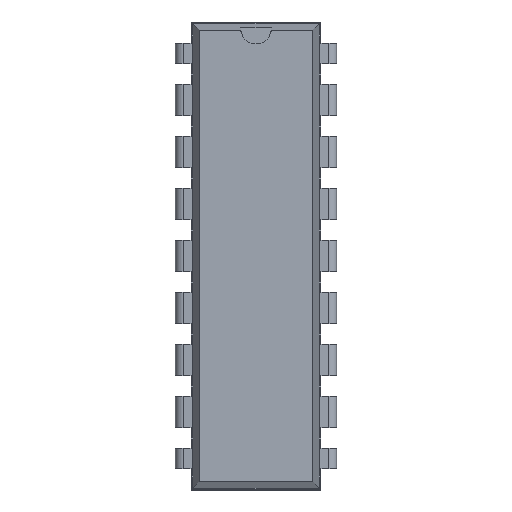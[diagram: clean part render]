
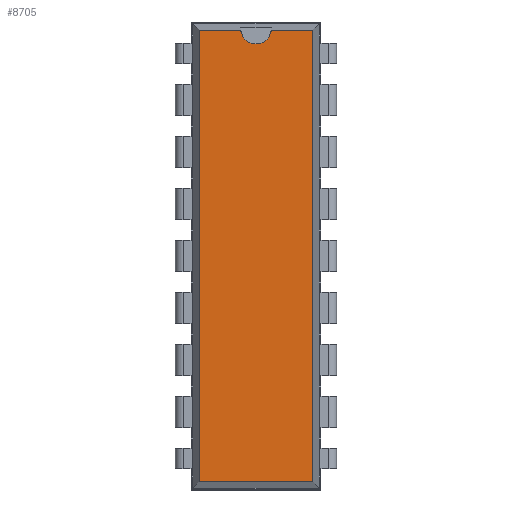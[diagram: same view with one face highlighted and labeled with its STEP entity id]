
A CAD part, top view. The second image highlights one B-rep face of the part: STEP entity #8705.
In plain terms, the highlighted planar face has unit normal (0, 0, 1).
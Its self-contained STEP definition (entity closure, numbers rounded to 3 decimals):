
#4758 = VERTEX_POINT('',#4759);
#4759 = CARTESIAN_POINT('',(6.586,0.871,3.68));
#4764 = EDGE_CURVE('',#4765,#4758,#4767,.T.);
#4765 = VERTEX_POINT('',#4766);
#4766 = CARTESIAN_POINT('',(6.586,-21.191,3.68));
#4767 = LINE('',#4768,#4769);
#4768 = CARTESIAN_POINT('',(6.586,-21.191,3.68));
#4769 = VECTOR('',#4770,1.);
#4770 = DIRECTION('',(0.,1.,0.));
#6524 = VERTEX_POINT('',#6525);
#6525 = CARTESIAN_POINT('',(1.034,0.871,3.68));
#6530 = EDGE_CURVE('',#6531,#6524,#6533,.T.);
#6531 = VERTEX_POINT('',#6532);
#6532 = CARTESIAN_POINT('',(3.064,0.871,3.68));
#6533 = LINE('',#6534,#6535);
#6534 = CARTESIAN_POINT('',(6.586,0.871,3.68));
#6535 = VECTOR('',#6536,1.);
#6536 = DIRECTION('',(-1.,0.,0.));
#6751 = VERTEX_POINT('',#6752);
#6752 = CARTESIAN_POINT('',(4.556,0.871,3.68));
#6856 = EDGE_CURVE('',#4758,#6751,#6857,.T.);
#6857 = LINE('',#6858,#6859);
#6858 = CARTESIAN_POINT('',(6.586,0.871,3.68));
#6859 = VECTOR('',#6860,1.);
#6860 = DIRECTION('',(-1.,0.,0.));
#6935 = VERTEX_POINT('',#6936);
#6936 = CARTESIAN_POINT('',(1.034,-21.191,3.68));
#6941 = EDGE_CURVE('',#6524,#6935,#6942,.T.);
#6942 = LINE('',#6943,#6944);
#6943 = CARTESIAN_POINT('',(1.034,0.871,3.68));
#6944 = VECTOR('',#6945,1.);
#6945 = DIRECTION('',(0.,-1.,0.));
#8694 = EDGE_CURVE('',#6935,#4765,#8695,.T.);
#8695 = LINE('',#8696,#8697);
#8696 = CARTESIAN_POINT('',(1.034,-21.191,3.68));
#8697 = VECTOR('',#8698,1.);
#8698 = DIRECTION('',(1.,0.,0.));
#8705 = ADVANCED_FACE('',(#8706),#8729,.F.);
#8706 = FACE_BOUND('',#8707,.F.);
#8707 = EDGE_LOOP('',(#8708,#8709,#8710,#8711,#8712,#8721,#8728));
#8708 = ORIENTED_EDGE('',*,*,#4764,.F.);
#8709 = ORIENTED_EDGE('',*,*,#8694,.F.);
#8710 = ORIENTED_EDGE('',*,*,#6941,.F.);
#8711 = ORIENTED_EDGE('',*,*,#6530,.F.);
#8712 = ORIENTED_EDGE('',*,*,#8713,.F.);
#8713 = EDGE_CURVE('',#8714,#6531,#8716,.T.);
#8714 = VERTEX_POINT('',#8715);
#8715 = CARTESIAN_POINT('',(3.81,0.196,3.68));
#8716 = CIRCLE('',#8717,0.75);
#8717 = AXIS2_PLACEMENT_3D('',#8718,#8719,#8720);
#8718 = CARTESIAN_POINT('',(3.81,0.946,3.68));
#8719 = DIRECTION('',(0.,0.,-1.));
#8720 = DIRECTION('',(0.,-1.,0.));
#8721 = ORIENTED_EDGE('',*,*,#8722,.F.);
#8722 = EDGE_CURVE('',#6751,#8714,#8723,.T.);
#8723 = CIRCLE('',#8724,0.75);
#8724 = AXIS2_PLACEMENT_3D('',#8725,#8726,#8727);
#8725 = CARTESIAN_POINT('',(3.81,0.946,3.68));
#8726 = DIRECTION('',(0.,0.,-1.));
#8727 = DIRECTION('',(0.,-1.,0.));
#8728 = ORIENTED_EDGE('',*,*,#6856,.F.);
#8729 = PLANE('',#8730);
#8730 = AXIS2_PLACEMENT_3D('',#8731,#8732,#8733);
#8731 = CARTESIAN_POINT('',(6.586,-21.191,3.68));
#8732 = DIRECTION('',(0.,0.,-1.));
#8733 = DIRECTION('',(-0.244,0.97,0.));
